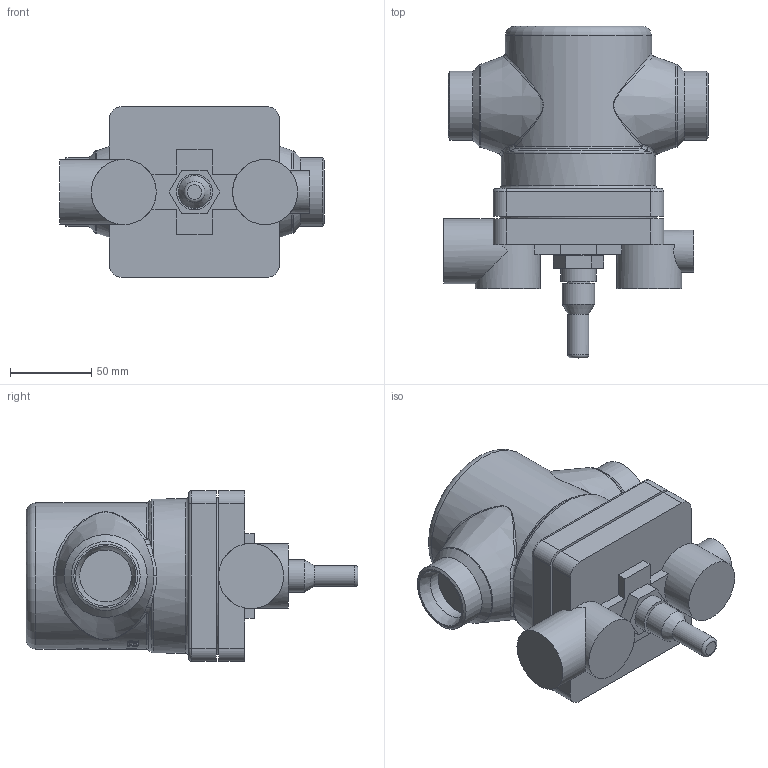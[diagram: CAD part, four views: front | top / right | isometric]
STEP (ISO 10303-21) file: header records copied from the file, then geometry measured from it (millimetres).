
FILE_DESCRIPTION(('TFLEX Exchange Step'),'2;1');
FILE_NAME('027B3032R.stp', '2024-07-02T14:13:17+03:00',('RUCO3378'),('Unknown organisation'),'TFLEX Exchange 2024.4','T-FLEX CAD','Unknown authorisation');
FILE_SCHEMA( ('AP203_CONFIGURATION_CONTROLLED_3D_DESIGN_OF_MECHANICAL_PARTS_AND_ASSEMBLIES_MIM_LF') );
Length unit declared in the file: millimetre
Products named in the file (1): Assembly
Bounding box: 163 x 204.26 x 105 mm (x, y, z)
Volume: 1292375.5 mm3; surface area: 98821.5 mm2
Topology: 1 solids, 1 shells, 416 faces, 1137 edges, 756 vertices
Faces by surface type: bspline 176, plane 161, cylinder 53, torus 11, cone 11, sphere 4
Full cylindrical faces by diameter (mm): 13 x1, 14.5 x1, 20 x1, 22 x1, 26 x2, 32 x2, 40 x3, 42.4 x2, 51 x2, 90 x1, 95 x1, 96.5 x1
Entity records: 18598 total; most frequent: CARTESIAN_POINT 9399, ORIENTED_EDGE 2274, DIRECTION 1336, EDGE_CURVE 1137, VERTEX_POINT 756, B_SPLINE_CURVE_WITH_KNOTS 537, AXIS2_PLACEMENT_3D 507, EDGE_LOOP 449
